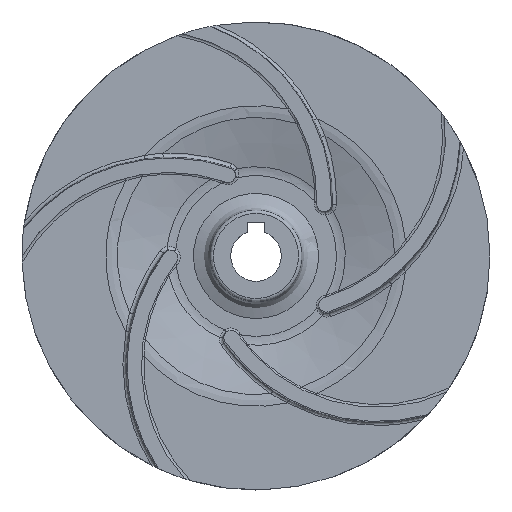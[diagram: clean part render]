
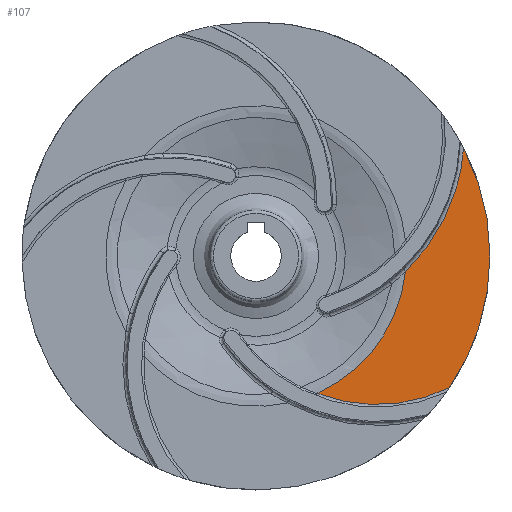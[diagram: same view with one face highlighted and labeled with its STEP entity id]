
A CAD part, top view. The second image highlights one B-rep face of the part: STEP entity #107.
In plain terms, the highlighted planar face has unit normal (0, 0, 1).
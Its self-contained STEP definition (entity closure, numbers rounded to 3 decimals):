
#107=ADVANCED_FACE('',(#297),#298,.T.);
#297=FACE_OUTER_BOUND('',#7646,.T.);
#298=PLANE('',#7647);
#7646=EDGE_LOOP('',(#9063,#9064,#9065,#9066));
#7647=AXIS2_PLACEMENT_3D('',#9067,#9068,#9069);
#9063=ORIENTED_EDGE('',*,*,#9696,.T.);
#9064=ORIENTED_EDGE('',*,*,#9652,.T.);
#9065=ORIENTED_EDGE('',*,*,#9698,.T.);
#9066=ORIENTED_EDGE('',*,*,#9677,.T.);
#9067=CARTESIAN_POINT('',(-42.78,0.0,10.078));
#9068=DIRECTION('',(0.0,-0.0,1.0));
#9069=DIRECTION('',(1.0,0.0,0.0));
#9652=EDGE_CURVE('',#10044,#10058,#10061,.T.);
#9677=EDGE_CURVE('',#10101,#10095,#10104,.F.);
#9696=EDGE_CURVE('',#10095,#10044,#10131,.F.);
#9698=EDGE_CURVE('',#10058,#10101,#10133,.T.);
#10044=VERTEX_POINT('',#11556);
#10058=VERTEX_POINT('',#11595);
#10061=ELLIPSE('',#11609,49.304,49.294);
#10095=VERTEX_POINT('',#11719);
#10101=VERTEX_POINT('',#11731);
#10104=ELLIPSE('',#11747,56.077,56.066);
#10131=CIRCLE('',#11820,44.543);
#10133=CIRCLE('',#11822,69.339);
#11556=CARTESIAN_POINT('',(18.05,-40.722,10.078));
#11595=CARTESIAN_POINT('',(57.295,-39.053,10.078));
#11609=AXIS2_PLACEMENT_3D('',#12317,#12318,#12319);
#11719=CARTESIAN_POINT('',(44.305,-4.597,10.078));
#11731=CARTESIAN_POINT('',(61.498,32.029,10.078));
#11747=AXIS2_PLACEMENT_3D('',#12350,#12351,#12352);
#11820=AXIS2_PLACEMENT_3D('',#12383,#12384,#12385);
#11822=AXIS2_PLACEMENT_3D('',#12389,#12390,#12391);
#12317=CARTESIAN_POINT('',(35.76,5.291,10.078));
#12318=DIRECTION('',(0.0,0.0,1.0));
#12319=DIRECTION('',(0.567,0.824,-0.0));
#12350=CARTESIAN_POINT('',(5.564,35.946,10.078));
#12351=DIRECTION('',(0.0,0.0,1.0));
#12352=DIRECTION('',(-0.609,0.794,-0.0));
#12383=CARTESIAN_POINT('',(0.0,0.0,10.078));
#12384=DIRECTION('',(0.0,-0.0,1.0));
#12385=DIRECTION('',(1.0,0.0,0.0));
#12389=CARTESIAN_POINT('',(0.0,0.0,10.078));
#12390=DIRECTION('',(0.0,-0.0,1.0));
#12391=DIRECTION('',(1.0,0.0,0.0));
